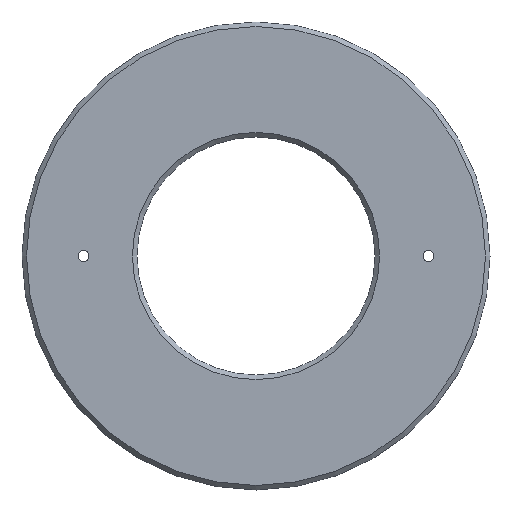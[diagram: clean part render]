
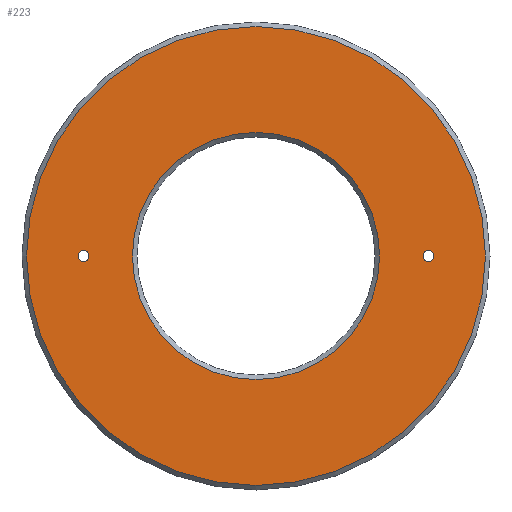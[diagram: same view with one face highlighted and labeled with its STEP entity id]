
A CAD part, front view. The second image highlights one B-rep face of the part: STEP entity #223.
In plain terms, the highlighted planar face has unit normal (0, -1, 0).
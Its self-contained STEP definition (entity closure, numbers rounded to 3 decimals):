
#5 = CARTESIAN_POINT ( 'NONE',  ( 0., 0., -13.645 ) ) ;
#15 = CARTESIAN_POINT ( 'NONE',  ( 0., 0., 0. ) ) ;
#40 = DIRECTION ( 'NONE',  ( 0., -1., 0. ) ) ;
#43 = DIRECTION ( 'NONE',  ( 0., 0., 1. ) ) ;
#49 = AXIS2_PLACEMENT_3D ( 'NONE', #138, #212, #112 ) ;
#63 = CARTESIAN_POINT ( 'NONE',  ( 0., 0., 0. ) ) ;
#73 = CARTESIAN_POINT ( 'NONE',  ( 0., 0., 25.345 ) ) ;
#78 = AXIS2_PLACEMENT_3D ( 'NONE', #309, #184, #43 ) ;
#93 = EDGE_CURVE ( 'NONE', #217, #217, #115, .T. ) ;
#112 = DIRECTION ( 'NONE',  ( 0., 0., 1. ) ) ;
#114 = DIRECTION ( 'NONE',  ( 0., 1., 0. ) ) ;
#115 = CIRCLE ( 'NONE', #235, 0.6 ) ;
#124 = DIRECTION ( 'NONE',  ( 0., -1., 0. ) ) ;
#131 = ORIENTED_EDGE ( 'NONE', *, *, #164, .F. ) ;
#138 = CARTESIAN_POINT ( 'NONE',  ( 19.05, 0., 0. ) ) ;
#150 = VERTEX_POINT ( 'NONE', #5 ) ;
#158 = EDGE_LOOP ( 'NONE', ( #179 ) ) ;
#164 = EDGE_CURVE ( 'NONE', #243, #243, #272, .T. ) ;
#167 = CARTESIAN_POINT ( 'NONE',  ( 19.05, 0., 0.6 ) ) ;
#174 = DIRECTION ( 'NONE',  ( 0., 0., 1. ) ) ;
#179 = ORIENTED_EDGE ( 'NONE', *, *, #257, .F. ) ;
#183 = CIRCLE ( 'NONE', #49, 0.6 ) ;
#184 = DIRECTION ( 'NONE',  ( 0., 1., 0. ) ) ;
#186 = FACE_BOUND ( 'NONE', #303, .T. ) ;
#212 = DIRECTION ( 'NONE',  ( 0., -1., 0. ) ) ;
#213 = FACE_OUTER_BOUND ( 'NONE', #307, .T. ) ;
#217 = VERTEX_POINT ( 'NONE', #219 ) ;
#219 = CARTESIAN_POINT ( 'NONE',  ( -19.05, 0., 0.6 ) ) ;
#222 = VERTEX_POINT ( 'NONE', #167 ) ;
#223 = ADVANCED_FACE ( 'NONE', ( #258, #213, #283, #186 ), #233, .F. ) ;
#228 = ORIENTED_EDGE ( 'NONE', *, *, #232, .F. ) ;
#231 = DIRECTION ( 'NONE',  ( 0., 0., 1. ) ) ;
#232 = EDGE_CURVE ( 'NONE', #150, #150, #255, .T. ) ;
#233 = PLANE ( 'NONE',  #284 ) ;
#235 = AXIS2_PLACEMENT_3D ( 'NONE', #273, #124, #174 ) ;
#239 = AXIS2_PLACEMENT_3D ( 'NONE', #63, #40, #256 ) ;
#243 = VERTEX_POINT ( 'NONE', #73 ) ;
#244 = ORIENTED_EDGE ( 'NONE', *, *, #93, .F. ) ;
#251 = EDGE_LOOP ( 'NONE', ( #228 ) ) ;
#255 = CIRCLE ( 'NONE', #239, 13.645 ) ;
#256 = DIRECTION ( 'NONE',  ( 0., 0., -1. ) ) ;
#257 = EDGE_CURVE ( 'NONE', #222, #222, #183, .T. ) ;
#258 = FACE_BOUND ( 'NONE', #251, .T. ) ;
#272 = CIRCLE ( 'NONE', #78, 25.345 ) ;
#273 = CARTESIAN_POINT ( 'NONE',  ( -19.05, 0., 0. ) ) ;
#283 = FACE_BOUND ( 'NONE', #158, .T. ) ;
#284 = AXIS2_PLACEMENT_3D ( 'NONE', #15, #114, #231 ) ;
#303 = EDGE_LOOP ( 'NONE', ( #244 ) ) ;
#307 = EDGE_LOOP ( 'NONE', ( #131 ) ) ;
#309 = CARTESIAN_POINT ( 'NONE',  ( 0., 0., 0. ) ) ;
